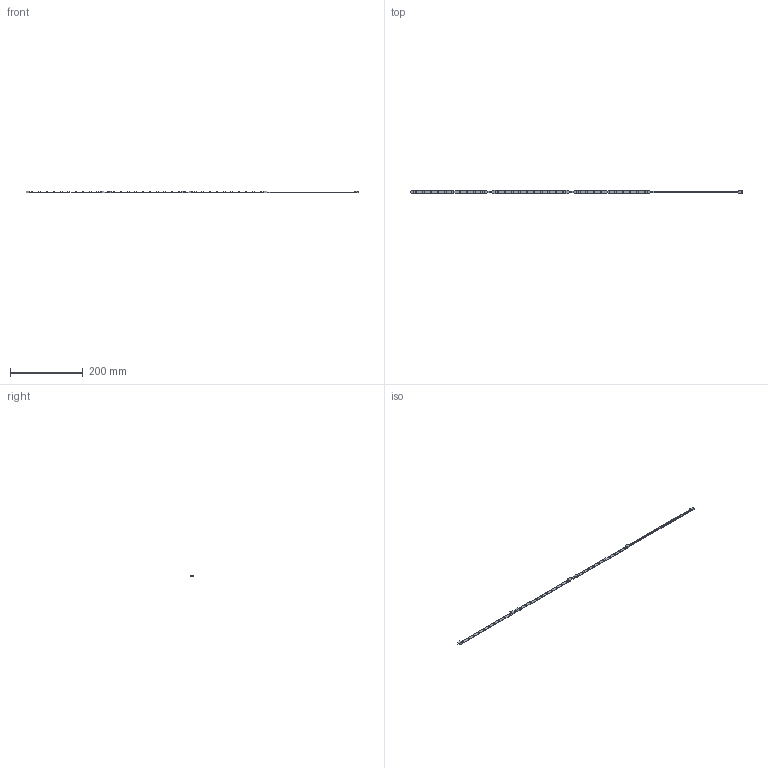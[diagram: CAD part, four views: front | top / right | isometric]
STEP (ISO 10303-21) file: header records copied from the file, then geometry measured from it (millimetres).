
FILE_DESCRIPTION (( 'STEP AP214' ), '1' );
FILE_NAME ('1710-01.STEP', '2014-11-03T13:35:00', ( '' ), ( '' ), 'SwSTEP 2.0', 'SolidWorks 2014', '' );
FILE_SCHEMA (( 'AUTOMOTIVE_DESIGN' ));
Length unit declared in the file: millimetre
Products named in the file (1): 1710-01
Bounding box: 912 x 10 x 5 mm (x, y, z)
Volume: 10083.4 mm3; surface area: 16936.9 mm2
Topology: 1 solids, 1 shells, 216 faces, 542 edges, 358 vertices
Faces by surface type: plane 210, cylinder 6
Entity records: 6352 total; most frequent: CARTESIAN_POINT 1117, ORIENTED_EDGE 1084, DIRECTION 988, EDGE_CURVE 542, VECTOR 530, LINE 530, VERTEX_POINT 358, EDGE_LOOP 246
